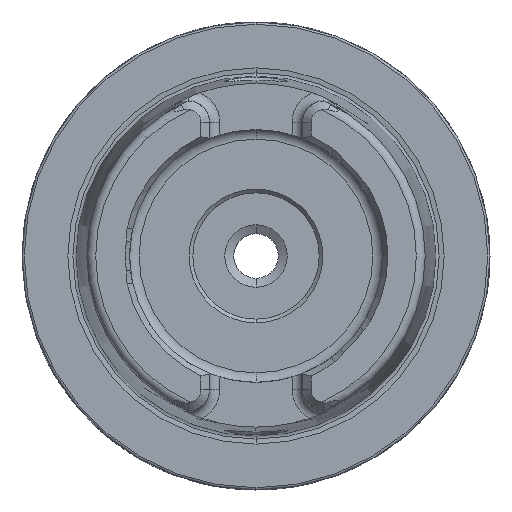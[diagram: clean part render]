
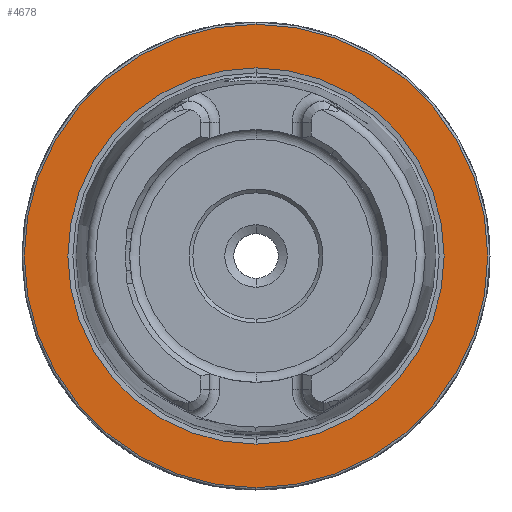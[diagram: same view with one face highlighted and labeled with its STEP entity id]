
A CAD part, left-side view. The second image highlights one B-rep face of the part: STEP entity #4678.
In plain terms, the highlighted planar face has unit normal (-1, 0, 0).
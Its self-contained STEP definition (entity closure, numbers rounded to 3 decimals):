
#132 = ORIENTED_EDGE ( 'NONE', *, *, #9693, .T. ) ;
#288 = EDGE_LOOP ( 'NONE', ( #1371, #132 ) ) ;
#353 = EDGE_LOOP ( 'NONE', ( #1372, #1233 ) ) ;
#1096 = DIRECTION ( 'NONE',  ( 1., 0., 0. ) ) ;
#1098 = CARTESIAN_POINT ( 'NONE',  ( 0., 31.2, 0. ) ) ;
#1100 = PLANE ( 'NONE',  #2998 ) ;
#1104 = DIRECTION ( 'NONE',  ( 0., 0., -1. ) ) ;
#1233 = ORIENTED_EDGE ( 'NONE', *, *, #6108, .F. ) ;
#1371 = ORIENTED_EDGE ( 'NONE', *, *, #6115, .T. ) ;
#1372 = ORIENTED_EDGE ( 'NONE', *, *, #9788, .F. ) ;
#1678 = CARTESIAN_POINT ( 'NONE',  ( 0., 0., 0. ) ) ;
#1679 = DIRECTION ( 'NONE',  ( -1., 0., 0. ) ) ;
#1680 = DIRECTION ( 'NONE',  ( 0., 0., 1. ) ) ;
#1696 = CARTESIAN_POINT ( 'NONE',  ( 0., 0., 0. ) ) ;
#1697 = DIRECTION ( 'NONE',  ( -1., 0., 0. ) ) ;
#1698 = DIRECTION ( 'NONE',  ( 0., 0., 1. ) ) ;
#2860 = FACE_BOUND ( 'NONE', #353, .T. ) ;
#2861 = FACE_OUTER_BOUND ( 'NONE', #288, .T. ) ;
#2998 = AXIS2_PLACEMENT_3D ( 'NONE', #1098, #1096, #1104 ) ;
#3300 = CIRCLE ( 'NONE', #6802, 25.324 ) ;
#3326 = CIRCLE ( 'NONE', #6666, 31.2 ) ;
#4678 = ADVANCED_FACE ( 'NONE', ( #2860, #2861 ), #1100, .F. ) ;
#4705 = CARTESIAN_POINT ( 'NONE',  ( 0., 0., -31.2 ) ) ;
#4773 = CARTESIAN_POINT ( 'NONE',  ( 0., 0., -25.324 ) ) ;
#4841 = CARTESIAN_POINT ( 'NONE',  ( 0., 0., 31.2 ) ) ;
#4884 = CARTESIAN_POINT ( 'NONE',  ( 0., 0., 25.324 ) ) ;
#4986 = VERTEX_POINT ( 'NONE', #4773 ) ;
#4990 = VERTEX_POINT ( 'NONE', #4884 ) ;
#4998 = VERTEX_POINT ( 'NONE', #4705 ) ;
#5070 = VERTEX_POINT ( 'NONE', #4841 ) ;
#6108 = EDGE_CURVE ( 'NONE', #4986, #4990, #8160, .T. ) ;
#6115 = EDGE_CURVE ( 'NONE', #5070, #4998, #8195, .T. ) ;
#6666 = AXIS2_PLACEMENT_3D ( 'NONE', #7118, #7119, #7120 ) ;
#6713 = AXIS2_PLACEMENT_3D ( 'NONE', #1696, #1697, #1698 ) ;
#6719 = AXIS2_PLACEMENT_3D ( 'NONE', #1678, #1679, #1680 ) ;
#6802 = AXIS2_PLACEMENT_3D ( 'NONE', #7248, #7249, #7250 ) ;
#7118 = CARTESIAN_POINT ( 'NONE',  ( 0., 0., 0. ) ) ;
#7119 = DIRECTION ( 'NONE',  ( -1., 0., 0. ) ) ;
#7120 = DIRECTION ( 'NONE',  ( 0., 0., 1. ) ) ;
#7248 = CARTESIAN_POINT ( 'NONE',  ( 0., 0., 0. ) ) ;
#7249 = DIRECTION ( 'NONE',  ( -1., 0., 0. ) ) ;
#7250 = DIRECTION ( 'NONE',  ( 0., 0., 1. ) ) ;
#8160 = CIRCLE ( 'NONE', #6719, 25.324 ) ;
#8195 = CIRCLE ( 'NONE', #6713, 31.2 ) ;
#9693 = EDGE_CURVE ( 'NONE', #4998, #5070, #3326, .T. ) ;
#9788 = EDGE_CURVE ( 'NONE', #4990, #4986, #3300, .T. ) ;
